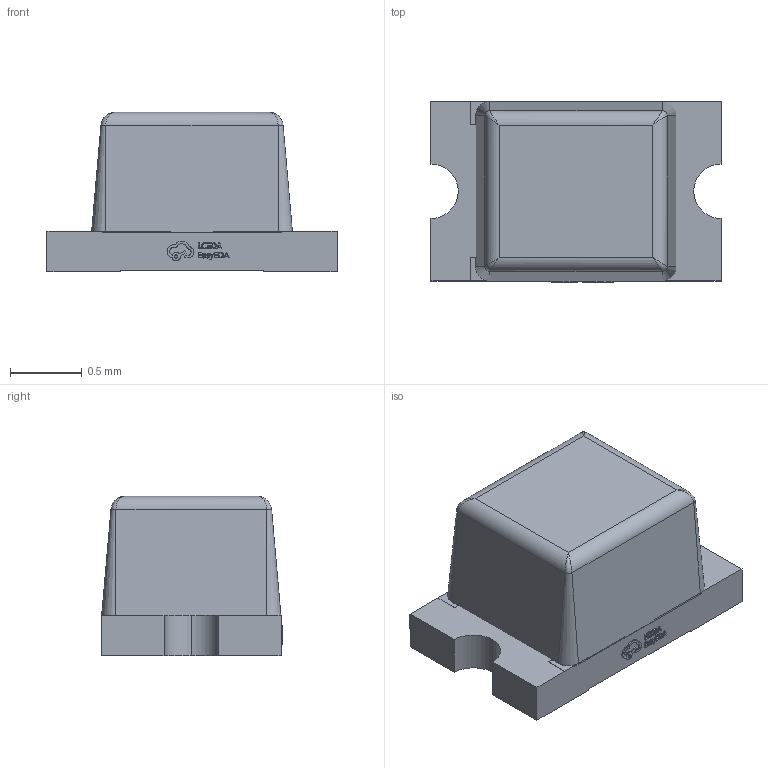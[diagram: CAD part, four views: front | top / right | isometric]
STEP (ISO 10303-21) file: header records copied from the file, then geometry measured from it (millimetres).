
FILE_DESCRIPTION (( 'STEP AP214' ), '1' );
FILE_NAME ('LED-SMD_L2.0-W1.25-RD-GREEN.step', '2022-07-08T12:30:05', ( '' ), ( '' ), 'SwSTEP 2.0', 'SolidWorks 2020', '' );
FILE_SCHEMA (( 'AUTOMOTIVE_DESIGN' ));
Length unit declared in the file: millimetre
Products named in the file (1): LED-SMD_L2.0-W1.25-RD-GREEN
Bounding box: 2.02 x 1.26 x 1.11 mm (x, y, z)
Volume: 2 mm3; surface area: 14.2 mm2
Topology: 2 solids, 2 shells, 357 faces, 973 edges, 642 vertices
Faces by surface type: plane 227, bspline 116, cylinder 8, cone 6
Entity records: 16681 total; most frequent: CARTESIAN_POINT 4505, ORIENTED_EDGE 1938, DIRECTION 1229, EDGE_CURVE 969, LINE 713, VECTOR 713, VERTEX_POINT 642, EDGE_LOOP 383
